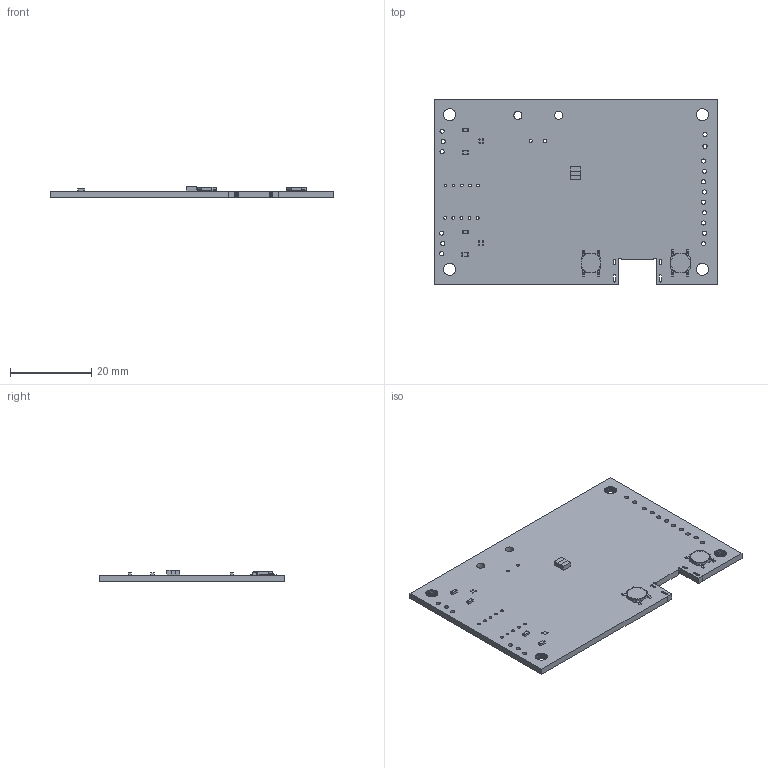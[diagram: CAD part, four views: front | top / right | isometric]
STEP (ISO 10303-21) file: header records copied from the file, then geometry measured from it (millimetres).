
FILE_DESCRIPTION(('KiCad electronic assembly'),'2;1');
FILE_NAME('mini_motor_go_V1_rev1.step','2023-06-20T12:19:09',('Pcbnew'), ('Kicad'),'Open CASCADE STEP processor 7.6','KiCad to STEP converter', 'Unknown');
FILE_SCHEMA(('AUTOMOTIVE_DESIGN { 1 0 10303 214 1 1 1 1 }'));
Length unit declared in the file: millimetre
Products named in the file (8): mini_motor_go_V1_rev1 1; SRP3212A-4R7M; COMPOUND; RC0603FR-7W10KL; PTS526_SM08_SMTR2_LFS; mini_motor_go_V1_rev1 PCB
Assembly tree (11 placements, depth 3):
  mini_motor_go_V1_rev1 1
    SRP3212A-4R7M
      COMPOUND
    RC0603FR-7W10KL  x4
      COMPOUND
    PTS526_SM08_SMTR2_LFS  x2
      COMPOUND
    mini_motor_go_V1_rev1 PCB
Bounding box: 69.85 x 45.72 x 2.83 mm (x, y, z)
Volume: 4911.6 mm3; surface area: 7055.8 mm2
Topology: 28 solids, 28 shells, 553 faces, 1491 edges, 994 vertices
Faces by surface type: plane 478, cylinder 75
Full cylindrical faces by diameter (mm): 0.3 x8, 0.699 x10, 0.8 x2, 1.016 x17, 2 x2
Entity records: 29556 total; most frequent: CARTESIAN_POINT 5342, DIRECTION 4441, LINE 3327, VECTOR 3327, ORIENTED_EDGE 2370, PCURVE 2370, DEFINITIONAL_REPRESENTATION 2370, EDGE_CURVE 1185
